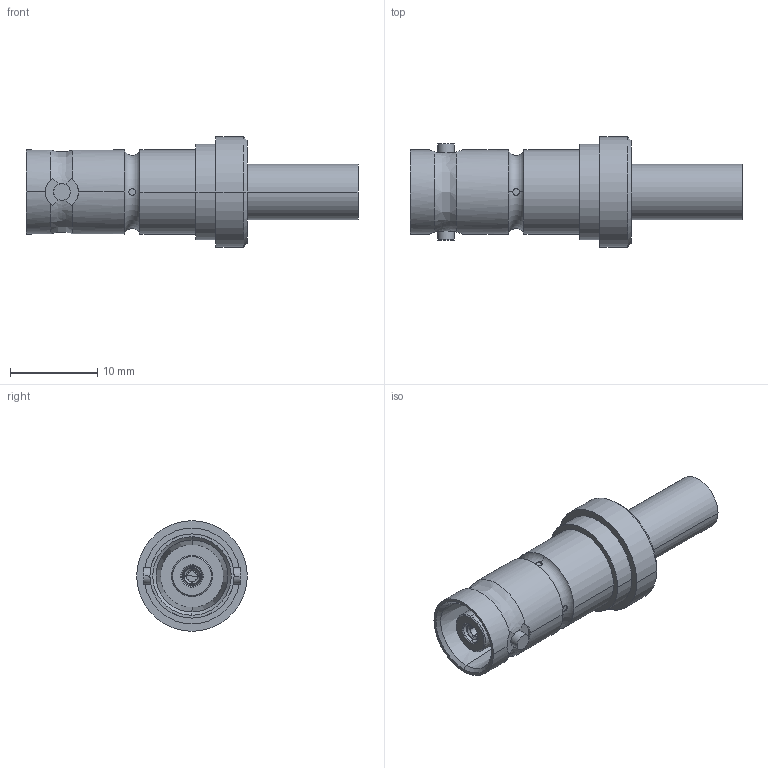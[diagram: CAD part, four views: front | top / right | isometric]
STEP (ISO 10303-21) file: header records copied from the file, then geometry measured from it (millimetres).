
FILE_DESCRIPTION (( 'STEP AP214' ), '1' );
FILE_NAME ('FMCN45900_3D.step', '2023-05-10T17:45:16', ( '' ), ( '' ), 'SwSTEP 2.0', 'SolidWorks 2022', '' );
FILE_SCHEMA (( 'AUTOMOTIVE_DESIGN' ));
Length unit declared in the file: inch
Products named in the file (1): FMCN45900_3D
Bounding box: 38.12 x 12.7 x 12.7 mm (x, y, z)
Volume: 1882 mm3; surface area: 2303.7 mm2
Topology: 2 solids, 2 shells, 108 faces, 262 edges, 170 vertices
Faces by surface type: cylinder 48, plane 36, cone 20, torus 2, bspline 2
Entity records: 3801 total; most frequent: CARTESIAN_POINT 1207, DIRECTION 546, ORIENTED_EDGE 524, EDGE_CURVE 262, AXIS2_PLACEMENT_3D 233, VERTEX_POINT 170, CIRCLE 126, EDGE_LOOP 122
